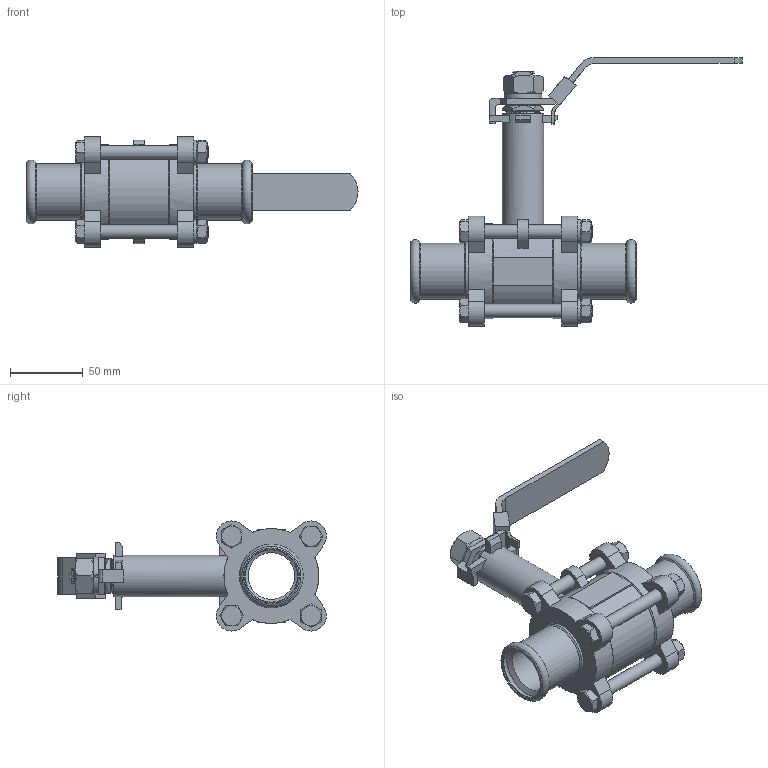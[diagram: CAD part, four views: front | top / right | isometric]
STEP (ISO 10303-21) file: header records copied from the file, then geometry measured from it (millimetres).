
FILE_DESCRIPTION(/* description */ ('Unknown'),/* implementation_level */ '2;1');
FILE_NAME(/* name */ 'R-641-SP-DN32',/* time_stamp */ '2024-05-21T13:34:32+08:00',/* author */ ('Unknown'),/* organization */ ('Unknown'),/* preprocessor_version */ 'ST-DEVELOPER v16.7',/* originating_system */ 'DEX',/* authorisation */ $);
FILE_SCHEMA (('AUTOMOTIVE_DESIGN {1 0 10303 214 3 1 1}'));
Length unit declared in the file: millimetre
Products named in the file (2): R-641-SP-DN32; V-3CSH-S DN32
Assembly tree (1 placements, depth 2):
  R-641-SP-DN32
    V-3CSH-S DN32
Bounding box: 227.5 x 184.22 x 75.45 mm (x, y, z)
Volume: 347560.3 mm3; surface area: 95512.7 mm2
Topology: 1 solids, 1 shells, 436 faces, 1193 edges, 780 vertices
Faces by surface type: plane 229, cylinder 99, bspline 51, cone 49, torus 8
Full cylindrical faces by diameter (mm): 8 x1, 9.25 x8, 11 x10, 15.701 x1, 15.8 x1, 16.4 x1, 28.5 x1, 32 x1, 35.9 x2, 38.6 x2, 40.4 x2, 65 x2
Entity records: 18308 total; most frequent: CARTESIAN_POINT 8322, ORIENTED_EDGE 2180, DIRECTION 1803, EDGE_CURVE 1090, VERTEX_POINT 746, AXIS2_PLACEMENT_3D 656, EDGE_LOOP 556, FACE_BOUND 556
